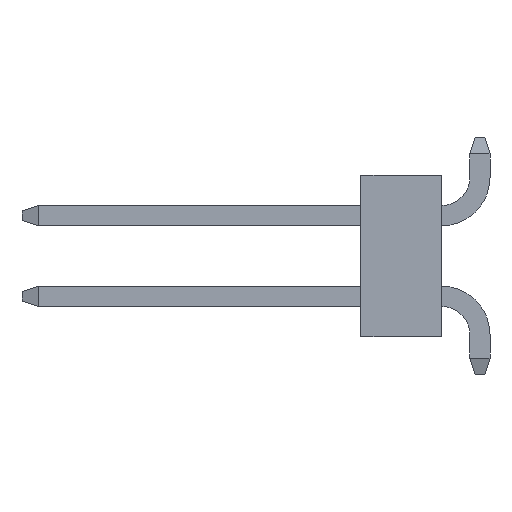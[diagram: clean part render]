
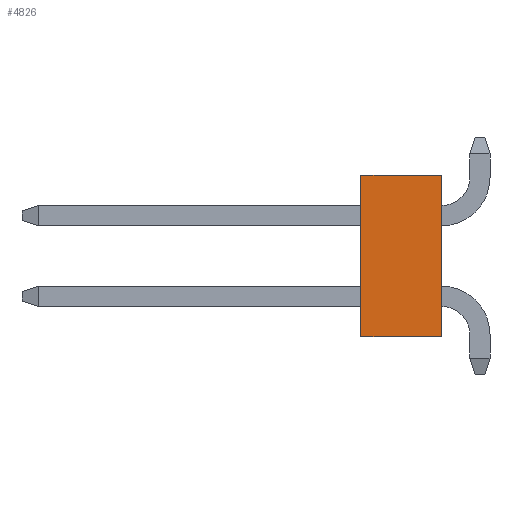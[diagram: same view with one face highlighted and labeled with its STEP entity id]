
A CAD part, left-side view. The second image highlights one B-rep face of the part: STEP entity #4826.
In plain terms, the highlighted planar face has unit normal (-1, 0, 0).
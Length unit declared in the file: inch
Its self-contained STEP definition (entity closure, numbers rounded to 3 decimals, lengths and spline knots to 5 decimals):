
#517 = ORIENTED_EDGE ( 'NONE', *, *, #1847, .F. ) ;
#827 = VERTEX_POINT ( 'NONE', #12827 ) ;
#928 = VERTEX_POINT ( 'NONE', #5886 ) ;
#1266 = AXIS2_PLACEMENT_3D ( 'NONE', #9975, #4017, #10973 ) ;
#1518 = LINE ( 'NONE', #3590, #12702 ) ;
#1621 = ORIENTED_EDGE ( 'NONE', *, *, #1967, .F. ) ;
#1847 = EDGE_CURVE ( 'NONE', #3596, #827, #1518, .T. ) ;
#1956 = CARTESIAN_POINT ( 'NONE',  ( -0.25, 0.16, 0.1 ) ) ;
#1967 = EDGE_CURVE ( 'NONE', #9032, #3596, #6780, .T. ) ;
#2311 = LINE ( 'NONE', #3110, #11162 ) ;
#3000 = CARTESIAN_POINT ( 'NONE',  ( -0.25, 0.06, 0.1 ) ) ;
#3110 = CARTESIAN_POINT ( 'NONE',  ( -0.25, 0.16, -0.1 ) ) ;
#3590 = CARTESIAN_POINT ( 'NONE',  ( -0.25, 0.16, 0.1 ) ) ;
#3596 = VERTEX_POINT ( 'NONE', #7697 ) ;
#4017 = DIRECTION ( 'NONE',  ( 1., 0., 0. ) ) ;
#4148 = VECTOR ( 'NONE', #8871, 39.37008 ) ;
#4826 = ADVANCED_FACE ( 'NONE', ( #5930 ), #9927, .F. ) ;
#4961 = DIRECTION ( 'NONE',  ( 0., 0., 1. ) ) ;
#5003 = ORIENTED_EDGE ( 'NONE', *, *, #7310, .T. ) ;
#5727 = DIRECTION ( 'NONE',  ( 0., -1., 0. ) ) ;
#5886 = CARTESIAN_POINT ( 'NONE',  ( -0.25, 0.06, -0.1 ) ) ;
#5930 = FACE_OUTER_BOUND ( 'NONE', #6065, .T. ) ;
#6065 = EDGE_LOOP ( 'NONE', ( #5003, #517, #1621, #8117 ) ) ;
#6780 = LINE ( 'NONE', #1956, #4148 ) ;
#6937 = CARTESIAN_POINT ( 'NONE',  ( -0.25, 0.16, -0.1 ) ) ;
#7310 = EDGE_CURVE ( 'NONE', #928, #827, #11940, .T. ) ;
#7697 = CARTESIAN_POINT ( 'NONE',  ( -0.25, 0.16, 0.1 ) ) ;
#8083 = DIRECTION ( 'NONE',  ( 0., -1., 0. ) ) ;
#8117 = ORIENTED_EDGE ( 'NONE', *, *, #9791, .T. ) ;
#8871 = DIRECTION ( 'NONE',  ( 0., 0., 1. ) ) ;
#8970 = VECTOR ( 'NONE', #4961, 39.37008 ) ;
#9032 = VERTEX_POINT ( 'NONE', #6937 ) ;
#9791 = EDGE_CURVE ( 'NONE', #9032, #928, #2311, .T. ) ;
#9927 = PLANE ( 'NONE',  #1266 ) ;
#9975 = CARTESIAN_POINT ( 'NONE',  ( -0.25, 0.16, 0.1 ) ) ;
#10973 = DIRECTION ( 'NONE',  ( 0., 0., -1. ) ) ;
#11162 = VECTOR ( 'NONE', #8083, 39.37008 ) ;
#11940 = LINE ( 'NONE', #3000, #8970 ) ;
#12702 = VECTOR ( 'NONE', #5727, 39.37008 ) ;
#12827 = CARTESIAN_POINT ( 'NONE',  ( -0.25, 0.06, 0.1 ) ) ;
